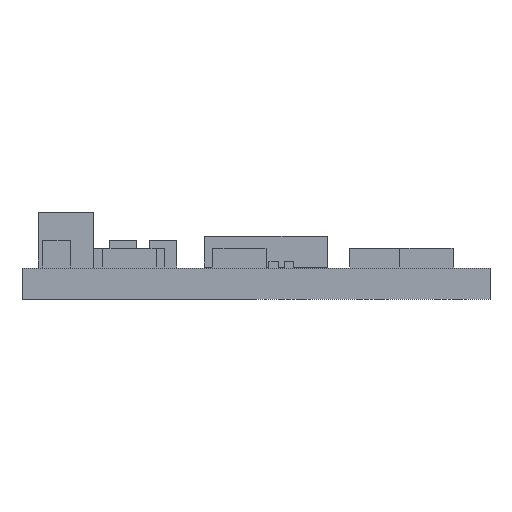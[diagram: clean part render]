
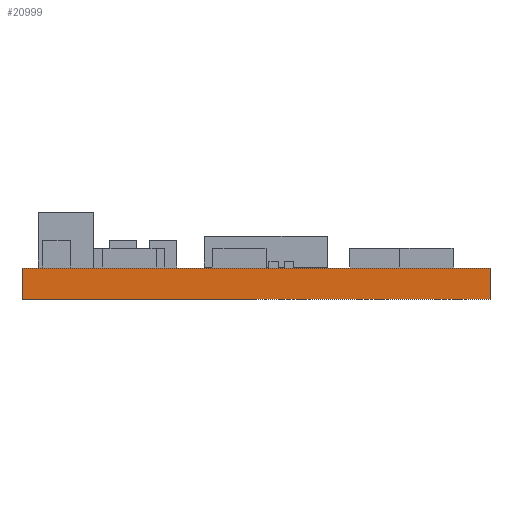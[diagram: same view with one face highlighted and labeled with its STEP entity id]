
A CAD part, left-side view. The second image highlights one B-rep face of the part: STEP entity #20999.
In plain terms, the highlighted planar face has unit normal (-1, 0, 0).
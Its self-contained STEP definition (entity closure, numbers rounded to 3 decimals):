
#2993 = VECTOR ( 'NONE', #11058, 1000. ) ;
#5638 = DIRECTION ( 'NONE',  ( 1., 0., 0. ) ) ;
#5828 = DIRECTION ( 'NONE',  ( 0., 0., -1. ) ) ;
#6727 = VERTEX_POINT ( 'NONE', #30890 ) ;
#8031 = DIRECTION ( 'NONE',  ( 0., 0., -1. ) ) ;
#11058 = DIRECTION ( 'NONE',  ( 0., -1., 0. ) ) ;
#11371 = CARTESIAN_POINT ( 'NONE',  ( 0., 15.24, 0. ) ) ;
#11788 = VECTOR ( 'NONE', #5828, 1000. ) ;
#11857 = EDGE_CURVE ( 'NONE', #27219, #6727, #28511, .T. ) ;
#12047 = CARTESIAN_POINT ( 'NONE',  ( 0., 15.24, 1.016 ) ) ;
#13373 = VECTOR ( 'NONE', #14694, 1000. ) ;
#14377 = ORIENTED_EDGE ( 'NONE', *, *, #11857, .T. ) ;
#14694 = DIRECTION ( 'NONE',  ( 0., -1., 0. ) ) ;
#14718 = EDGE_CURVE ( 'NONE', #26601, #32434, #20281, .T. ) ;
#14742 = ORIENTED_EDGE ( 'NONE', *, *, #19630, .T. ) ;
#17900 = EDGE_CURVE ( 'NONE', #32434, #6727, #32413, .T. ) ;
#17907 = EDGE_LOOP ( 'NONE', ( #14377, #20335, #23792, #14742 ) ) ;
#18572 = CARTESIAN_POINT ( 'NONE',  ( 0., 0., 1.016 ) ) ;
#19630 = EDGE_CURVE ( 'NONE', #26601, #27219, #28561, .T. ) ;
#20202 = CARTESIAN_POINT ( 'NONE',  ( 0., 15.24, 1.016 ) ) ;
#20281 = LINE ( 'NONE', #12047, #13373 ) ;
#20335 = ORIENTED_EDGE ( 'NONE', *, *, #17900, .F. ) ;
#20370 = FACE_OUTER_BOUND ( 'NONE', #17907, .T. ) ;
#20999 = ADVANCED_FACE ( 'NONE', ( #20370 ), #30911, .F. ) ;
#21055 = CARTESIAN_POINT ( 'NONE',  ( 0., 15.24, 1.016 ) ) ;
#21342 = CARTESIAN_POINT ( 'NONE',  ( 0., 0., 1.016 ) ) ;
#22779 = CARTESIAN_POINT ( 'NONE',  ( 0., 15.24, 0. ) ) ;
#23176 = AXIS2_PLACEMENT_3D ( 'NONE', #21055, #5638, #8031 ) ;
#23792 = ORIENTED_EDGE ( 'NONE', *, *, #14718, .F. ) ;
#25863 = CARTESIAN_POINT ( 'NONE',  ( 0., 15.24, 1.016 ) ) ;
#26601 = VERTEX_POINT ( 'NONE', #20202 ) ;
#27219 = VERTEX_POINT ( 'NONE', #22779 ) ;
#27364 = VECTOR ( 'NONE', #28515, 1000. ) ;
#28511 = LINE ( 'NONE', #11371, #2993 ) ;
#28515 = DIRECTION ( 'NONE',  ( 0., 0., -1. ) ) ;
#28561 = LINE ( 'NONE', #25863, #27364 ) ;
#30890 = CARTESIAN_POINT ( 'NONE',  ( 0., 0., 0. ) ) ;
#30911 = PLANE ( 'NONE',  #23176 ) ;
#32413 = LINE ( 'NONE', #21342, #11788 ) ;
#32434 = VERTEX_POINT ( 'NONE', #18572 ) ;
